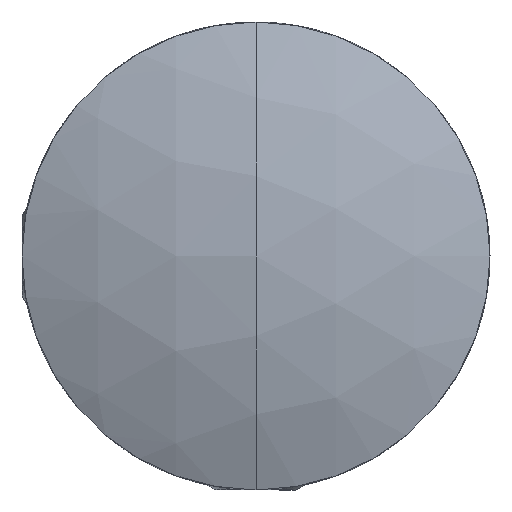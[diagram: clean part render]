
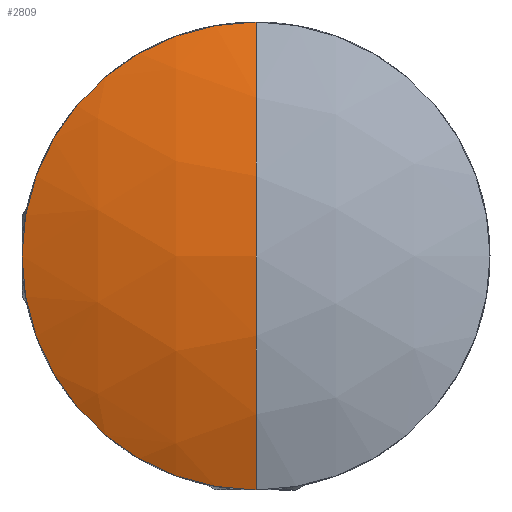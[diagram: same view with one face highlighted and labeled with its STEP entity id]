
A CAD part, left-side view. The second image highlights one B-rep face of the part: STEP entity #2809.
In plain terms, the highlighted spherical face has radius 28 mm.
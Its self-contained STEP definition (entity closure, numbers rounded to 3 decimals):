
#138 = CIRCLE ( 'NONE', #809, 11. ) ;
#197 = DIRECTION ( 'NONE',  ( 0., 1., 0. ) ) ;
#278 = CARTESIAN_POINT ( 'NONE',  ( 25.749, 0., -11. ) ) ;
#439 = FACE_OUTER_BOUND ( 'NONE', #816, .T. ) ;
#732 = DIRECTION ( 'NONE',  ( 0., -1., 0. ) ) ;
#809 = AXIS2_PLACEMENT_3D ( 'NONE', #1438, #1201, #2907 ) ;
#816 = EDGE_LOOP ( 'NONE', ( #2130, #2716, #1738, #1339 ) ) ;
#898 = DIRECTION ( 'NONE',  ( -1., 0., 0. ) ) ;
#917 = EDGE_CURVE ( 'NONE', #988, #2600, #1651, .T. ) ;
#988 = VERTEX_POINT ( 'NONE', #1260 ) ;
#1201 = DIRECTION ( 'NONE',  ( -1., 0., 0. ) ) ;
#1260 = CARTESIAN_POINT ( 'NONE',  ( 25.749, 11., 0. ) ) ;
#1326 = EDGE_CURVE ( 'NONE', #2003, #988, #1373, .T. ) ;
#1339 = ORIENTED_EDGE ( 'NONE', *, *, #917, .F. ) ;
#1373 = CIRCLE ( 'NONE', #2496, 28. ) ;
#1438 = CARTESIAN_POINT ( 'NONE',  ( 25.749, 0., 0. ) ) ;
#1557 = CARTESIAN_POINT ( 'NONE',  ( 0., 0., 0. ) ) ;
#1559 = VERTEX_POINT ( 'NONE', #2786 ) ;
#1604 = DIRECTION ( 'NONE',  ( 0., 0., -1. ) ) ;
#1623 = AXIS2_PLACEMENT_3D ( 'NONE', #1557, #1604, #1846 ) ;
#1651 = CIRCLE ( 'NONE', #1855, 11. ) ;
#1688 = DIRECTION ( 'NONE',  ( 0., 0., 1. ) ) ;
#1738 = ORIENTED_EDGE ( 'NONE', *, *, #2356, .F. ) ;
#1846 = DIRECTION ( 'NONE',  ( 0., 1., 0. ) ) ;
#1855 = AXIS2_PLACEMENT_3D ( 'NONE', #1877, #898, #1688 ) ;
#1877 = CARTESIAN_POINT ( 'NONE',  ( 25.749, 0., 0. ) ) ;
#1969 = CARTESIAN_POINT ( 'NONE',  ( 0., 0., 0. ) ) ;
#2003 = VERTEX_POINT ( 'NONE', #2672 ) ;
#2130 = ORIENTED_EDGE ( 'NONE', *, *, #1326, .F. ) ;
#2189 = CARTESIAN_POINT ( 'NONE',  ( 0., 0., 0. ) ) ;
#2356 = EDGE_CURVE ( 'NONE', #2600, #1559, #138, .T. ) ;
#2387 = SPHERICAL_SURFACE ( 'NONE', #2850, 28. ) ;
#2496 = AXIS2_PLACEMENT_3D ( 'NONE', #1969, #2698, #732 ) ;
#2600 = VERTEX_POINT ( 'NONE', #278 ) ;
#2672 = CARTESIAN_POINT ( 'NONE',  ( 28., 0., 0. ) ) ;
#2692 = EDGE_CURVE ( 'NONE', #2003, #1559, #2900, .T. ) ;
#2698 = DIRECTION ( 'NONE',  ( 0., 0., 1. ) ) ;
#2716 = ORIENTED_EDGE ( 'NONE', *, *, #2692, .T. ) ;
#2786 = CARTESIAN_POINT ( 'NONE',  ( 25.749, -11., 0. ) ) ;
#2809 = ADVANCED_FACE ( 'NONE', ( #439 ), #2387, .T. ) ;
#2850 = AXIS2_PLACEMENT_3D ( 'NONE', #2189, #3144, #197 ) ;
#2900 = CIRCLE ( 'NONE', #1623, 28. ) ;
#2907 = DIRECTION ( 'NONE',  ( 0., 0., 1. ) ) ;
#3144 = DIRECTION ( 'NONE',  ( 0., 0., -1. ) ) ;
